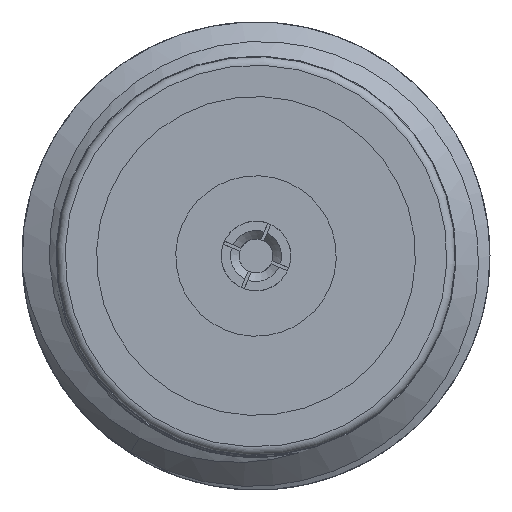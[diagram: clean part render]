
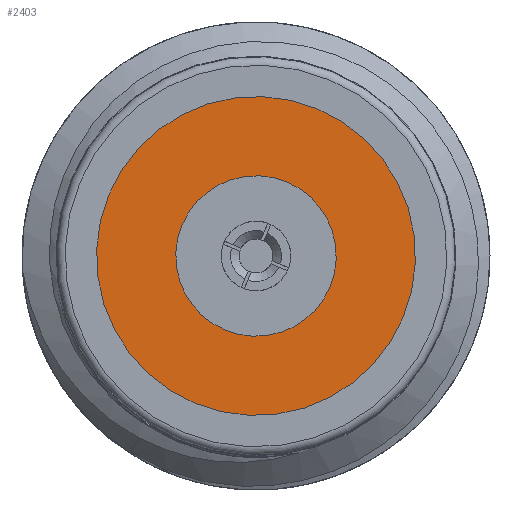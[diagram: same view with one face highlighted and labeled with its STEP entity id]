
A CAD part, left-side view. The second image highlights one B-rep face of the part: STEP entity #2403.
In plain terms, the highlighted planar face has unit normal (-1, 0, 0).
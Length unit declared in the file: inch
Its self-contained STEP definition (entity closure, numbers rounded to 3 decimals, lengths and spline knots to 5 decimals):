
#150 = CIRCLE ( 'NONE', #2984, 0.04724 ) ;
#264 = DIRECTION ( 'NONE',  ( 0., -0.382, 0.924 ) ) ;
#295 = DIRECTION ( 'NONE',  ( -1., 0., 0. ) ) ;
#418 = EDGE_LOOP ( 'NONE', ( #3201 ) ) ;
#437 = VERTEX_POINT ( 'NONE', #842 ) ;
#549 = DIRECTION ( 'NONE',  ( 0., -0.382, 0.924 ) ) ;
#554 = DIRECTION ( 'NONE',  ( -1., 0., 0. ) ) ;
#812 = ORIENTED_EDGE ( 'NONE', *, *, #3358, .F. ) ;
#826 = VERTEX_POINT ( 'NONE', #3193 ) ;
#842 = CARTESIAN_POINT ( 'NONE',  ( 0.11608, -0.01804, 0.04366 ) ) ;
#984 = CARTESIAN_POINT ( 'NONE',  ( 0.11608, 0., 0. ) ) ;
#999 = AXIS2_PLACEMENT_3D ( 'NONE', #984, #2804, #1508 ) ;
#1032 = EDGE_LOOP ( 'NONE', ( #812 ) ) ;
#1294 = PLANE ( 'NONE',  #2773 ) ;
#1323 = CARTESIAN_POINT ( 'NONE',  ( 0.11608, 0., 0. ) ) ;
#1330 = CARTESIAN_POINT ( 'NONE',  ( 0.11608, 0., 0. ) ) ;
#1355 = EDGE_CURVE ( 'NONE', #826, #826, #3336, .T. ) ;
#1508 = DIRECTION ( 'NONE',  ( 0., -0.382, 0.924 ) ) ;
#1733 = FACE_OUTER_BOUND ( 'NONE', #418, .T. ) ;
#2249 = FACE_BOUND ( 'NONE', #1032, .T. ) ;
#2403 = ADVANCED_FACE ( 'NONE', ( #2249, #1733 ), #1294, .T. ) ;
#2773 = AXIS2_PLACEMENT_3D ( 'NONE', #1330, #554, #264 ) ;
#2804 = DIRECTION ( 'NONE',  ( -1., 0., 0. ) ) ;
#2984 = AXIS2_PLACEMENT_3D ( 'NONE', #1323, #295, #549 ) ;
#3193 = CARTESIAN_POINT ( 'NONE',  ( 0.11608, -0.03585, 0.08678 ) ) ;
#3201 = ORIENTED_EDGE ( 'NONE', *, *, #1355, .T. ) ;
#3336 = CIRCLE ( 'NONE', #999, 0.0939 ) ;
#3358 = EDGE_CURVE ( 'NONE', #437, #437, #150, .T. ) ;
